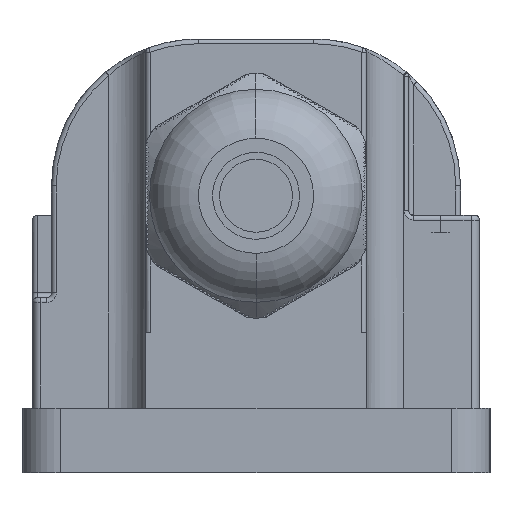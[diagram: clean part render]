
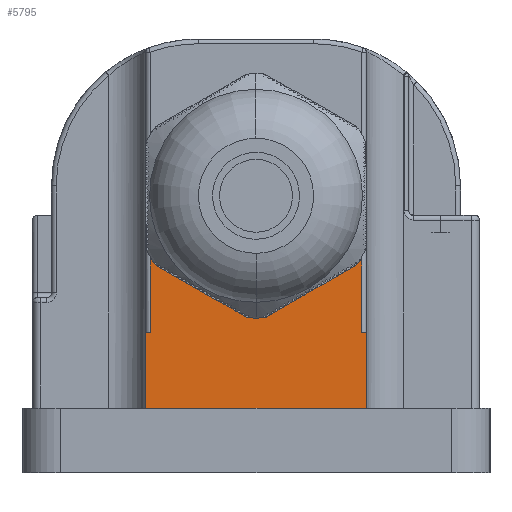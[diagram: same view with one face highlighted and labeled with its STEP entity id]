
A CAD part, left-side view. The second image highlights one B-rep face of the part: STEP entity #5795.
In plain terms, the highlighted planar face has unit normal (-1, 0, 0).
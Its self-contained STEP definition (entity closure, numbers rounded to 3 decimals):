
#971 = CARTESIAN_POINT ( 'NONE',  ( -40.577, 31.019, 24.987 ) ) ;
#1111 = CARTESIAN_POINT ( 'NONE',  ( -40.577, 32.205, 9.598 ) ) ;
#1790 = CARTESIAN_POINT ( 'NONE',  ( -40.577, 8.329, 17.74 ) ) ;
#2001 = CARTESIAN_POINT ( 'NONE',  ( -40.577, -7.725, 35.097 ) ) ;
#2513 = EDGE_LOOP ( 'NONE', ( #64922, #68890, #7449, #19727, #39286, #34457, #65820, #27601, #3334, #61656, #53029, #26062 ) ) ;
#3334 = ORIENTED_EDGE ( 'NONE', *, *, #24060, .F. ) ;
#3661 = VECTOR ( 'NONE', #52546, 1000. ) ;
#5202 = LINE ( 'NONE', #63674, #60930 ) ;
#5795 = ADVANCED_FACE ( 'NONE', ( #67607 ), #45050, .T. ) ;
#5960 = EDGE_CURVE ( 'NONE', #15609, #45349, #49050, .T. ) ;
#6236 = EDGE_CURVE ( 'NONE', #45349, #67821, #24419, .T. ) ;
#7345 = VERTEX_POINT ( 'NONE', #12398 ) ;
#7414 = DIRECTION ( 'NONE',  ( 0., -0.864, 0.504 ) ) ;
#7449 = ORIENTED_EDGE ( 'NONE', *, *, #6236, .T. ) ;
#7654 = CARTESIAN_POINT ( 'NONE',  ( -40.577, 19.095, 19.456 ) ) ;
#8149 = DIRECTION ( 'NONE',  ( 0., -0.868, -0.496 ) ) ;
#8374 = EDGE_CURVE ( 'NONE', #12048, #69059, #51652, .T. ) ;
#8855 = CIRCLE ( 'NONE', #58666, 13.144 ) ;
#9364 = CARTESIAN_POINT ( 'NONE',  ( -40.577, 41.196, 17.74 ) ) ;
#12014 = DIRECTION ( 'NONE',  ( 0., -1., 0. ) ) ;
#12048 = VERTEX_POINT ( 'NONE', #29503 ) ;
#12398 = CARTESIAN_POINT ( 'NONE',  ( -40.577, 32.205, 17.74 ) ) ;
#13013 = EDGE_CURVE ( 'NONE', #57981, #67821, #34703, .T. ) ;
#13813 = VERTEX_POINT ( 'NONE', #15228 ) ;
#15228 = CARTESIAN_POINT ( 'NONE',  ( -40.577, 21.324, 19.446 ) ) ;
#15293 = DIRECTION ( 'NONE',  ( 0., 0., 1. ) ) ;
#15609 = VERTEX_POINT ( 'NONE', #1111 ) ;
#16171 = CARTESIAN_POINT ( 'NONE',  ( -40.577, 9.449, 25.081 ) ) ;
#16983 = CARTESIAN_POINT ( 'NONE',  ( -40.577, 20.267, 32.548 ) ) ;
#19469 = AXIS2_PLACEMENT_3D ( 'NONE', #68045, #69826, #59430 ) ;
#19727 = ORIENTED_EDGE ( 'NONE', *, *, #13013, .F. ) ;
#21168 = VECTOR ( 'NONE', #7414, 1000. ) ;
#22372 = DIRECTION ( 'NONE',  ( 0., 0., 1. ) ) ;
#23987 = DIRECTION ( 'NONE',  ( 0., 0., 1. ) ) ;
#24060 = EDGE_CURVE ( 'NONE', #69059, #13813, #42641, .T. ) ;
#24219 = AXIS2_PLACEMENT_3D ( 'NONE', #16983, #54749, #22372 ) ;
#24284 = EDGE_CURVE ( 'NONE', #66327, #47441, #8855, .T. ) ;
#24419 = LINE ( 'NONE', #37594, #53171 ) ;
#25564 = CARTESIAN_POINT ( 'NONE',  ( -40.577, 31.697, 17.74 ) ) ;
#25742 = VECTOR ( 'NONE', #46641, 1000. ) ;
#26062 = ORIENTED_EDGE ( 'NONE', *, *, #35309, .F. ) ;
#27156 = DIRECTION ( 'NONE',  ( -1., 0., 0. ) ) ;
#27526 = CARTESIAN_POINT ( 'NONE',  ( -40.577, 41.196, 5.24 ) ) ;
#27589 = CIRCLE ( 'NONE', #24219, 13.144 ) ;
#27601 = ORIENTED_EDGE ( 'NONE', *, *, #65480, .F. ) ;
#29503 = CARTESIAN_POINT ( 'NONE',  ( -40.577, 31.697, 26.057 ) ) ;
#30263 = CARTESIAN_POINT ( 'NONE',  ( -40.577, 31.697, 49.49 ) ) ;
#32438 = EDGE_CURVE ( 'NONE', #12048, #38289, #41805, .T. ) ;
#32904 = VECTOR ( 'NONE', #66659, 1000. ) ;
#33702 = EDGE_CURVE ( 'NONE', #57981, #47441, #5202, .T. ) ;
#33797 = CARTESIAN_POINT ( 'NONE',  ( -40.577, 8.329, 9.598 ) ) ;
#34457 = ORIENTED_EDGE ( 'NONE', *, *, #24284, .F. ) ;
#34703 = LINE ( 'NONE', #39111, #63461 ) ;
#35014 = CARTESIAN_POINT ( 'NONE',  ( -40.577, 8.837, 26.057 ) ) ;
#35309 = EDGE_CURVE ( 'NONE', #7345, #38289, #61101, .T. ) ;
#37594 = CARTESIAN_POINT ( 'NONE',  ( -40.577, 8.329, -9.849 ) ) ;
#37662 = DIRECTION ( 'NONE',  ( 0., 0., 1. ) ) ;
#38289 = VERTEX_POINT ( 'NONE', #25564 ) ;
#39111 = CARTESIAN_POINT ( 'NONE',  ( -40.577, 41.196, 17.74 ) ) ;
#39286 = ORIENTED_EDGE ( 'NONE', *, *, #33702, .T. ) ;
#40016 = AXIS2_PLACEMENT_3D ( 'NONE', #27526, #61998, #23987 ) ;
#40379 = CARTESIAN_POINT ( 'NONE',  ( -40.577, 32.205, -9.849 ) ) ;
#40439 = CARTESIAN_POINT ( 'NONE',  ( -40.577, 4.061, 9.579 ) ) ;
#40987 = VECTOR ( 'NONE', #8149, 1000. ) ;
#41805 = LINE ( 'NONE', #30263, #25742 ) ;
#42641 = LINE ( 'NONE', #40439, #40987 ) ;
#45050 = PLANE ( 'NONE',  #40016 ) ;
#45092 = LINE ( 'NONE', #40379, #57760 ) ;
#45349 = VERTEX_POINT ( 'NONE', #33797 ) ;
#46641 = DIRECTION ( 'NONE',  ( 0., 0., -1. ) ) ;
#47441 = VERTEX_POINT ( 'NONE', #35014 ) ;
#49050 = LINE ( 'NONE', #69302, #32904 ) ;
#51652 = CIRCLE ( 'NONE', #19469, 13.144 ) ;
#52459 = EDGE_CURVE ( 'NONE', #62114, #66327, #64254, .T. ) ;
#52546 = DIRECTION ( 'NONE',  ( 0., -1., 0. ) ) ;
#53029 = ORIENTED_EDGE ( 'NONE', *, *, #32438, .T. ) ;
#53171 = VECTOR ( 'NONE', #37662, 1000. ) ;
#54749 = DIRECTION ( 'NONE',  ( -1., 0., 0. ) ) ;
#57760 = VECTOR ( 'NONE', #61920, 1000. ) ;
#57981 = VERTEX_POINT ( 'NONE', #60838 ) ;
#58666 = AXIS2_PLACEMENT_3D ( 'NONE', #59582, #27156, #64993 ) ;
#59216 = EDGE_CURVE ( 'NONE', #15609, #7345, #45092, .T. ) ;
#59430 = DIRECTION ( 'NONE',  ( 0., 0., 1. ) ) ;
#59582 = CARTESIAN_POINT ( 'NONE',  ( -40.577, 20.267, 32.548 ) ) ;
#60838 = CARTESIAN_POINT ( 'NONE',  ( -40.577, 8.837, 17.74 ) ) ;
#60930 = VECTOR ( 'NONE', #15293, 1000. ) ;
#61101 = LINE ( 'NONE', #9364, #3661 ) ;
#61656 = ORIENTED_EDGE ( 'NONE', *, *, #8374, .F. ) ;
#61920 = DIRECTION ( 'NONE',  ( 0., 0., 1. ) ) ;
#61998 = DIRECTION ( 'NONE',  ( -1., 0., 0. ) ) ;
#62114 = VERTEX_POINT ( 'NONE', #7654 ) ;
#63461 = VECTOR ( 'NONE', #12014, 1000. ) ;
#63674 = CARTESIAN_POINT ( 'NONE',  ( -40.577, 8.837, 49.49 ) ) ;
#64254 = LINE ( 'NONE', #2001, #21168 ) ;
#64922 = ORIENTED_EDGE ( 'NONE', *, *, #59216, .F. ) ;
#64993 = DIRECTION ( 'NONE',  ( 0., 0., 1. ) ) ;
#65480 = EDGE_CURVE ( 'NONE', #13813, #62114, #27589, .T. ) ;
#65820 = ORIENTED_EDGE ( 'NONE', *, *, #52459, .F. ) ;
#66327 = VERTEX_POINT ( 'NONE', #16171 ) ;
#66659 = DIRECTION ( 'NONE',  ( 0., -1., 0. ) ) ;
#67607 = FACE_OUTER_BOUND ( 'NONE', #2513, .T. ) ;
#67821 = VERTEX_POINT ( 'NONE', #1790 ) ;
#68045 = CARTESIAN_POINT ( 'NONE',  ( -40.577, 20.267, 32.548 ) ) ;
#68890 = ORIENTED_EDGE ( 'NONE', *, *, #5960, .T. ) ;
#69059 = VERTEX_POINT ( 'NONE', #971 ) ;
#69302 = CARTESIAN_POINT ( 'NONE',  ( -40.577, 41.387, 9.598 ) ) ;
#69826 = DIRECTION ( 'NONE',  ( -1., 0., 0. ) ) ;
